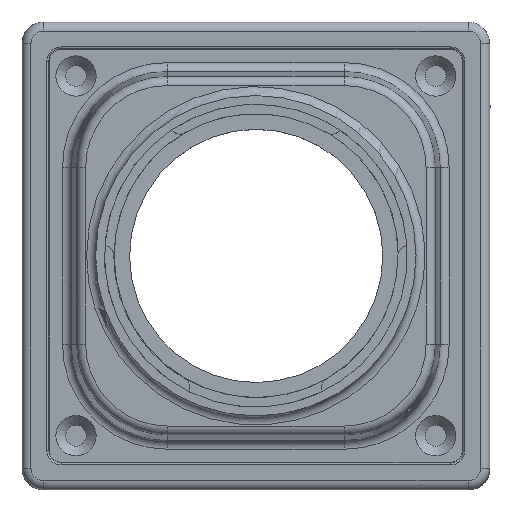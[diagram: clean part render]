
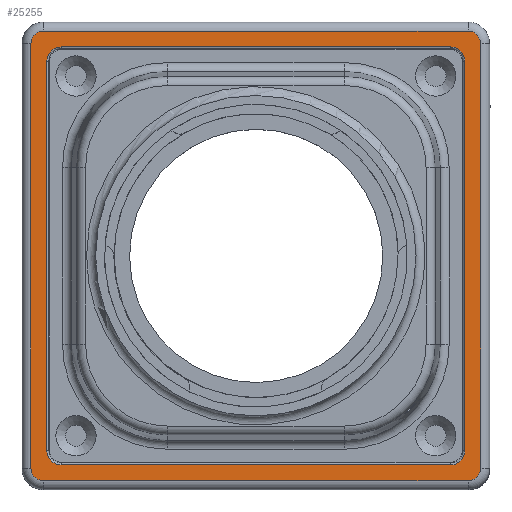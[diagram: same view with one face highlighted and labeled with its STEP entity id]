
A CAD part, top view. The second image highlights one B-rep face of the part: STEP entity #25255.
In plain terms, the highlighted planar face has unit normal (0, 0, 1).
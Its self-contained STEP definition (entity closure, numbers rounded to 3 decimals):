
#797=FACE_BOUND('',#4571,.T.);
#2907=FACE_OUTER_BOUND('',#4570,.T.);
#4570=EDGE_LOOP('',(#22744,#22745,#22746,#22747,#22748,#22749,#22750,#22751));
#4571=EDGE_LOOP('',(#22752,#22753,#22754,#22755,#22756,#22757,#22758,#22759));
#5905=LINE('',#48186,#7363);
#5935=LINE('',#48311,#7393);
#5961=LINE('',#48376,#7419);
#5973=LINE('',#48406,#7431);
#6040=LINE('',#48586,#7498);
#6041=LINE('',#48590,#7499);
#6042=LINE('',#48593,#7500);
#6043=LINE('',#48597,#7501);
#7363=VECTOR('',#36418,10.);
#7393=VECTOR('',#36578,10.);
#7419=VECTOR('',#36642,10.);
#7431=VECTOR('',#36666,10.);
#7498=VECTOR('',#36831,10.);
#7499=VECTOR('',#36834,10.);
#7500=VECTOR('',#36837,10.);
#7501=VECTOR('',#36840,10.);
#9605=CIRCLE('',#28617,4.);
#9609=CIRCLE('',#28622,4.);
#9643=CIRCLE('',#28688,3.5);
#9647=CIRCLE('',#28694,3.5);
#9674=CIRCLE('',#28766,3.5);
#9675=CIRCLE('',#28767,3.5);
#9676=CIRCLE('',#28768,4.);
#9677=CIRCLE('',#28769,4.);
#11977=VERTEX_POINT('',#48167);
#11978=VERTEX_POINT('',#48168);
#11981=VERTEX_POINT('',#48176);
#11982=VERTEX_POINT('',#48177);
#12012=VERTEX_POINT('',#48303);
#12013=VERTEX_POINT('',#48305);
#12014=VERTEX_POINT('',#48309);
#12015=VERTEX_POINT('',#48313);
#12034=VERTEX_POINT('',#48375);
#12046=VERTEX_POINT('',#48404);
#12110=VERTEX_POINT('',#48585);
#12111=VERTEX_POINT('',#48587);
#12112=VERTEX_POINT('',#48589);
#12113=VERTEX_POINT('',#48592);
#12114=VERTEX_POINT('',#48594);
#12115=VERTEX_POINT('',#48596);
#15503=EDGE_CURVE('',#11977,#11978,#9605,.T.);
#15507=EDGE_CURVE('',#11981,#11982,#9609,.T.);
#15512=EDGE_CURVE('',#11978,#11981,#5905,.T.);
#15572=EDGE_CURVE('',#12013,#12012,#9643,.T.);
#15575=EDGE_CURVE('',#12012,#12014,#5935,.T.);
#15577=EDGE_CURVE('',#12014,#12015,#9647,.T.);
#15608=EDGE_CURVE('',#11977,#12034,#5961,.T.);
#15624=EDGE_CURVE('',#12046,#12015,#5973,.T.);
#15713=EDGE_CURVE('',#12110,#12013,#6040,.T.);
#15714=EDGE_CURVE('',#12111,#12046,#9674,.T.);
#15715=EDGE_CURVE('',#12112,#12111,#6041,.T.);
#15716=EDGE_CURVE('',#12110,#12112,#9675,.T.);
#15717=EDGE_CURVE('',#12113,#11982,#6042,.T.);
#15718=EDGE_CURVE('',#12114,#12113,#9676,.T.);
#15719=EDGE_CURVE('',#12115,#12114,#6043,.T.);
#15720=EDGE_CURVE('',#12034,#12115,#9677,.T.);
#22744=ORIENTED_EDGE('',*,*,#15713,.T.);
#22745=ORIENTED_EDGE('',*,*,#15572,.T.);
#22746=ORIENTED_EDGE('',*,*,#15575,.T.);
#22747=ORIENTED_EDGE('',*,*,#15577,.T.);
#22748=ORIENTED_EDGE('',*,*,#15624,.F.);
#22749=ORIENTED_EDGE('',*,*,#15714,.F.);
#22750=ORIENTED_EDGE('',*,*,#15715,.F.);
#22751=ORIENTED_EDGE('',*,*,#15716,.F.);
#22752=ORIENTED_EDGE('',*,*,#15717,.F.);
#22753=ORIENTED_EDGE('',*,*,#15718,.F.);
#22754=ORIENTED_EDGE('',*,*,#15719,.F.);
#22755=ORIENTED_EDGE('',*,*,#15720,.F.);
#22756=ORIENTED_EDGE('',*,*,#15608,.F.);
#22757=ORIENTED_EDGE('',*,*,#15503,.T.);
#22758=ORIENTED_EDGE('',*,*,#15512,.T.);
#22759=ORIENTED_EDGE('',*,*,#15507,.T.);
#23891=PLANE('',#28765);
#25255=ADVANCED_FACE('',(#2907,#797),#23891,.F.);
#28617=AXIS2_PLACEMENT_3D('',#48169,#36397,#36398);
#28622=AXIS2_PLACEMENT_3D('',#48178,#36407,#36408);
#28688=AXIS2_PLACEMENT_3D('',#48306,#36570,#36571);
#28694=AXIS2_PLACEMENT_3D('',#48315,#36583,#36584);
#28765=AXIS2_PLACEMENT_3D('',#48584,#36829,#36830);
#28766=AXIS2_PLACEMENT_3D('',#48588,#36832,#36833);
#28767=AXIS2_PLACEMENT_3D('',#48591,#36835,#36836);
#28768=AXIS2_PLACEMENT_3D('',#48595,#36838,#36839);
#28769=AXIS2_PLACEMENT_3D('',#48598,#36841,#36842);
#36397=DIRECTION('center_axis',(0.,0.,-1.));
#36398=DIRECTION('ref_axis',(-0.707,-0.707,0.));
#36407=DIRECTION('center_axis',(0.,0.,-1.));
#36408=DIRECTION('ref_axis',(-0.707,0.707,0.));
#36418=DIRECTION('',(0.,1.,0.));
#36570=DIRECTION('center_axis',(0.,0.,1.));
#36571=DIRECTION('ref_axis',(-0.707,0.707,0.));
#36578=DIRECTION('',(0.,-1.,0.));
#36583=DIRECTION('center_axis',(0.,0.,1.));
#36584=DIRECTION('ref_axis',(-0.707,-0.707,0.));
#36642=DIRECTION('',(1.,0.,0.));
#36666=DIRECTION('',(-1.,0.,0.));
#36829=DIRECTION('center_axis',(0.,0.,-1.));
#36830=DIRECTION('ref_axis',(-1.,0.,0.));
#36831=DIRECTION('',(-1.,0.,0.));
#36832=DIRECTION('center_axis',(0.,0.,-1.));
#36833=DIRECTION('ref_axis',(0.707,-0.707,0.));
#36834=DIRECTION('',(0.,-1.,0.));
#36835=DIRECTION('center_axis',(0.,0.,-1.));
#36836=DIRECTION('ref_axis',(0.707,0.707,0.));
#36837=DIRECTION('',(-1.,0.,0.));
#36838=DIRECTION('center_axis',(0.,0.,1.));
#36839=DIRECTION('ref_axis',(0.707,0.707,0.));
#36840=DIRECTION('',(0.,1.,0.));
#36841=DIRECTION('center_axis',(0.,0.,1.));
#36842=DIRECTION('ref_axis',(0.707,-0.707,0.));
#48167=CARTESIAN_POINT('',(11.055,-122.773,34.988));
#48168=CARTESIAN_POINT('',(7.055,-118.773,34.988));
#48169=CARTESIAN_POINT('Origin',(11.055,-118.773,34.988));
#48176=CARTESIAN_POINT('',(7.055,-10.573,34.988));
#48177=CARTESIAN_POINT('',(11.055,-6.573,34.988));
#48178=CARTESIAN_POINT('Origin',(11.055,-10.573,34.988));
#48186=CARTESIAN_POINT('',(7.055,-5.173,34.988));
#48303=CARTESIAN_POINT('',(2.655,-5.673,34.988));
#48305=CARTESIAN_POINT('',(6.155,-2.173,34.988));
#48306=CARTESIAN_POINT('Origin',(6.155,-5.673,34.988));
#48309=CARTESIAN_POINT('',(2.655,-123.673,34.988));
#48311=CARTESIAN_POINT('',(2.655,-32.173,34.988));
#48313=CARTESIAN_POINT('',(6.155,-127.173,34.988));
#48315=CARTESIAN_POINT('Origin',(6.155,-123.673,34.988));
#48375=CARTESIAN_POINT('',(119.255,-122.773,34.988));
#48376=CARTESIAN_POINT('',(93.655,-122.773,34.988));
#48404=CARTESIAN_POINT('',(124.155,-127.173,34.988));
#48406=CARTESIAN_POINT('',(96.155,-127.173,34.988));
#48584=CARTESIAN_POINT('Origin',(68.155,0.327,34.988));
#48585=CARTESIAN_POINT('',(124.155,-2.173,34.988));
#48586=CARTESIAN_POINT('',(99.155,-2.173,34.988));
#48587=CARTESIAN_POINT('',(127.655,-123.673,34.988));
#48588=CARTESIAN_POINT('Origin',(124.155,-123.673,34.988));
#48589=CARTESIAN_POINT('',(127.655,-5.673,34.988));
#48590=CARTESIAN_POINT('',(127.655,-32.173,34.988));
#48591=CARTESIAN_POINT('Origin',(124.155,-5.673,34.988));
#48592=CARTESIAN_POINT('',(119.255,-6.573,34.988));
#48593=CARTESIAN_POINT('',(66.655,-6.573,34.988));
#48594=CARTESIAN_POINT('',(123.255,-10.573,34.988));
#48595=CARTESIAN_POINT('Origin',(119.255,-10.573,34.988));
#48596=CARTESIAN_POINT('',(123.255,-118.773,34.988));
#48597=CARTESIAN_POINT('',(123.255,-5.173,34.988));
#48598=CARTESIAN_POINT('Origin',(119.255,-118.773,34.988));
